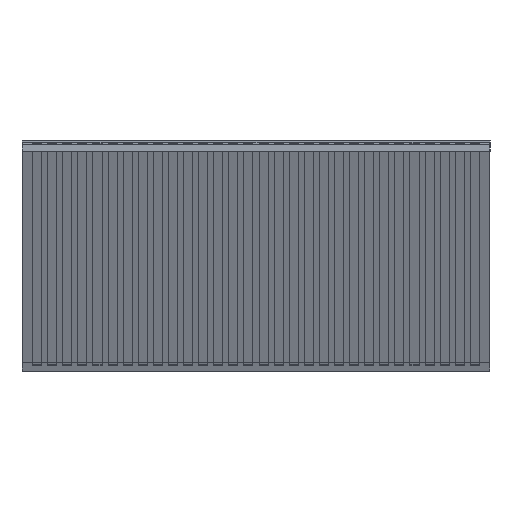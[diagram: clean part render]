
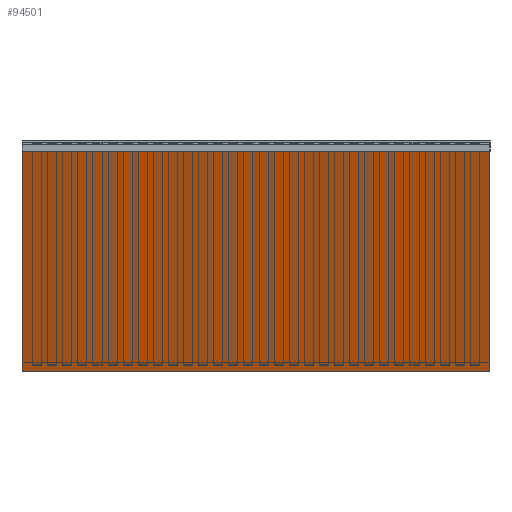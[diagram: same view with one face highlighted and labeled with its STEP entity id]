
A CAD part, left-side view. The second image highlights one B-rep face of the part: STEP entity #94501.
In plain terms, the highlighted planar face has unit normal (-0.915, 0, -0.403).
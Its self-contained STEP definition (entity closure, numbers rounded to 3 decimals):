
#1187=ORIENTED_EDGE('',*,*,#21413,.T.);
#1188=ORIENTED_EDGE('',*,*,#22043,.F.);
#1189=ORIENTED_EDGE('',*,*,#21637,.F.);
#1190=ORIENTED_EDGE('',*,*,#22045,.T.);
#21413=EDGE_CURVE('',#31906,#31905,#38857,.T.);
#21637=EDGE_CURVE('',#32127,#32128,#39081,.T.);
#22043=EDGE_CURVE('',#32128,#31905,#39487,.T.);
#22045=EDGE_CURVE('',#32127,#31906,#39489,.T.);
#31905=VERTEX_POINT('',#119455);
#31906=VERTEX_POINT('',#119457);
#32127=VERTEX_POINT('',#119903);
#32128=VERTEX_POINT('',#119905);
#38857=LINE('',#119456,#49349);
#39081=LINE('',#119904,#49573);
#39487=LINE('',#120684,#49979);
#39489=LINE('',#120689,#49981);
#49349=VECTOR('',#101758,1000.);
#49573=VECTOR('',#101986,1000.);
#49979=VECTOR('',#102534,1000.);
#49981=VECTOR('',#102542,1000.);
#59678=EDGE_LOOP('',(#1187,#1188,#1189,#1190));
#63160=FACE_BOUND('',#59678,.T.);
#66642=PLANE('',#97990);
#94501=ADVANCED_FACE('',(#63160),#66642,.F.);
#97990=AXIS2_PLACEMENT_3D('',#120688,#102540,#102541);
#101758=DIRECTION('',(-0.403,0.,0.915));
#101986=DIRECTION('',(-0.403,0.,0.915));
#102534=DIRECTION('',(0.,-1.,0.));
#102540=DIRECTION('',(0.915,0.,0.403));
#102541=DIRECTION('',(0.403,0.,-0.915));
#102542=DIRECTION('',(0.,-1.,0.));
#119455=CARTESIAN_POINT('',(35.04,0.,-0.167));
#119456=CARTESIAN_POINT('',(35.04,0.,-0.167));
#119457=CARTESIAN_POINT('',(38.3,0.,-7.575));
#119903=CARTESIAN_POINT('',(38.3,15.5,-7.575));
#119904=CARTESIAN_POINT('',(35.04,15.5,-0.167));
#119905=CARTESIAN_POINT('',(35.04,15.5,-0.167));
#120684=CARTESIAN_POINT('',(35.04,15.5,-0.167));
#120688=CARTESIAN_POINT('',(35.04,15.5,-0.167));
#120689=CARTESIAN_POINT('',(38.3,15.5,-7.575));
